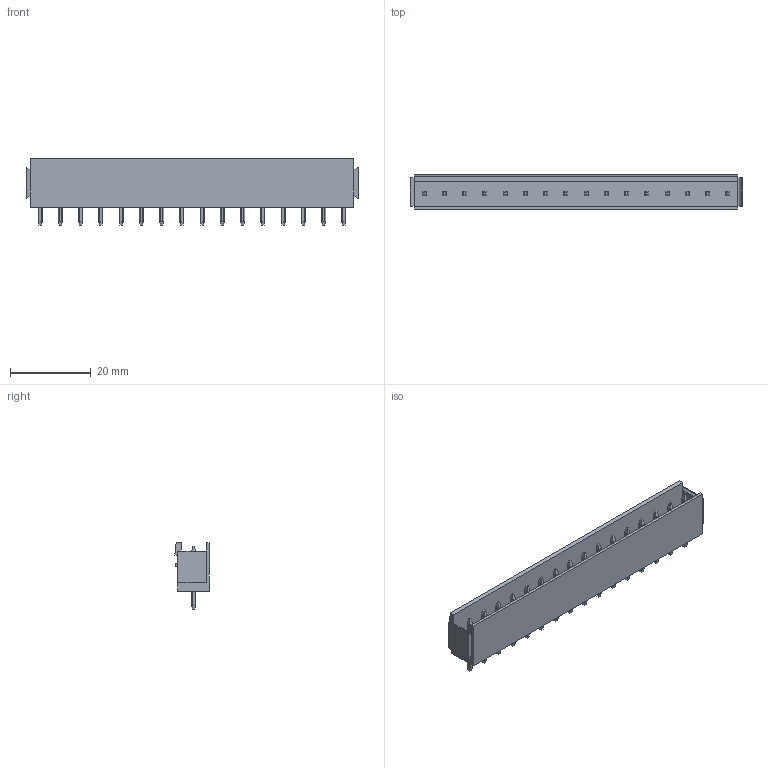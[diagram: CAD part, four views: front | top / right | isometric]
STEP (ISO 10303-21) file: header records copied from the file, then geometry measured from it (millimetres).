
FILE_DESCRIPTION(('CATIA V5 STEP Exchange','CAx-IF Rec.Pracs.--- Model Styling and Organization---1.4--- 2014-01-23'),'2;1');
FILE_NAME ('D1486736_0_1582150000_1582150000.stp','2021-05-14T11:57:47+00:00',('none'),('Weidmueller'),'CATIA Version 5-6 Release 2016 SP3 HF44','CATIA V5 STEP AP214','none');
FILE_SCHEMA(('AUTOMOTIVE_DESIGN { 1 0 10303 214 1 1 1 1 }'));
Length unit declared in the file: millimetre
Products named in the file (1): 1582150000
Bounding box: 82 x 8.43 x 16.5 mm (x, y, z)
Volume: 3648.4 mm3; surface area: 6092.5 mm2
Topology: 17 solids, 17 shells, 463 faces, 1275 edges, 846 vertices
Faces by surface type: plane 333, cylinder 130
Entity records: 17517 total; most frequent: CARTESIAN_POINT 5924, ORIENTED_EDGE 2550, DIRECTION 1817, EDGE_CURVE 1275, VECTOR 883, LINE 883, VERTEX_POINT 846, AXIS2_PLACEMENT_3D 535
